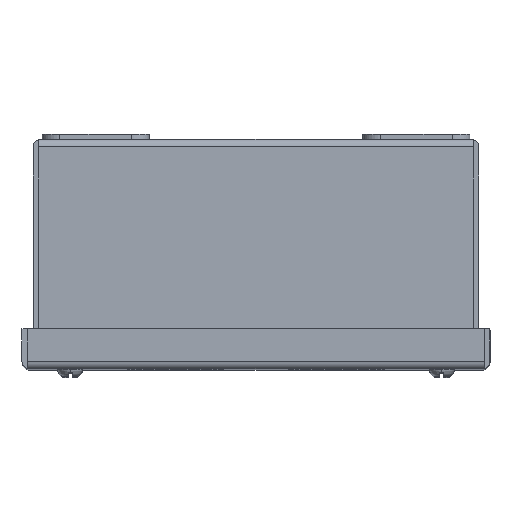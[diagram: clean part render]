
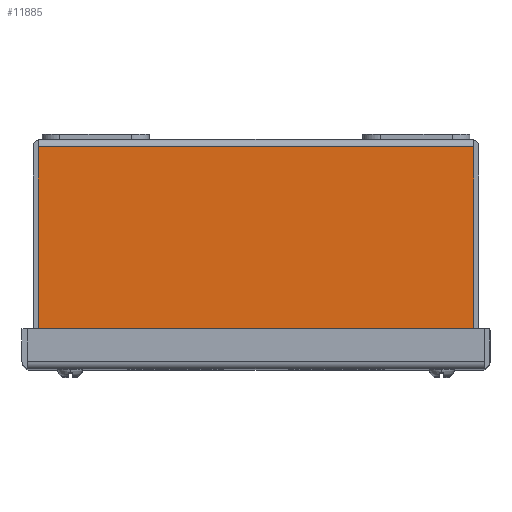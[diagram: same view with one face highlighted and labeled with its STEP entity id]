
A CAD part, top view. The second image highlights one B-rep face of the part: STEP entity #11885.
In plain terms, the highlighted planar face has unit normal (0, 0, 1).
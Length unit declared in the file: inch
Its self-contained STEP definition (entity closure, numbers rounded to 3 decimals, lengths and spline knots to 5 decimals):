
#176 = VERTEX_POINT ( 'NONE', #394 ) ;
#379 = ORIENTED_EDGE ( 'NONE', *, *, #2984, .F. ) ;
#394 = CARTESIAN_POINT ( 'NONE',  ( 3.05221, -0.108, 4.75 ) ) ;
#875 = DIRECTION ( 'NONE',  ( -1., 0., 0. ) ) ;
#895 = CARTESIAN_POINT ( 'NONE',  ( -3.05221, 39.37008, 4.75 ) ) ;
#1104 = PLANE ( 'NONE',  #11184 ) ;
#2984 = EDGE_CURVE ( 'NONE', #18560, #15519, #5838, .T. ) ;
#3323 = DIRECTION ( 'NONE',  ( 1., 0., 0. ) ) ;
#4213 = EDGE_CURVE ( 'NONE', #8155, #176, #11222, .T. ) ;
#5838 = LINE ( 'NONE', #10670, #16696 ) ;
#5954 = DIRECTION ( 'NONE',  ( 0., -1., 0. ) ) ;
#6751 = VECTOR ( 'NONE', #3323, 39.37008 ) ;
#7503 = DIRECTION ( 'NONE',  ( 0., -1., 0. ) ) ;
#7844 = CARTESIAN_POINT ( 'NONE',  ( 3.05221, -2.892, 4.75 ) ) ;
#8155 = VERTEX_POINT ( 'NONE', #13574 ) ;
#9057 = VECTOR ( 'NONE', #5954, 39.37008 ) ;
#10670 = CARTESIAN_POINT ( 'NONE',  ( -3.05221, -2.892, 4.75 ) ) ;
#11184 = AXIS2_PLACEMENT_3D ( 'NONE', #17778, #11401, #875 ) ;
#11222 = LINE ( 'NONE', #13171, #6751 ) ;
#11315 = ORIENTED_EDGE ( 'NONE', *, *, #4213, .F. ) ;
#11359 = EDGE_CURVE ( 'NONE', #8155, #15519, #15930, .T. ) ;
#11401 = DIRECTION ( 'NONE',  ( 0., 0., -1. ) ) ;
#11885 = ADVANCED_FACE ( 'NONE', ( #21392 ), #1104, .F. ) ;
#12530 = DIRECTION ( 'NONE',  ( -1., 0., 0. ) ) ;
#13059 = CARTESIAN_POINT ( 'NONE',  ( -3.05221, -2.892, 4.75 ) ) ;
#13171 = CARTESIAN_POINT ( 'NONE',  ( -3.017, -0.108, 4.75 ) ) ;
#13574 = CARTESIAN_POINT ( 'NONE',  ( -3.05221, -0.108, 4.75 ) ) ;
#15519 = VERTEX_POINT ( 'NONE', #13059 ) ;
#15729 = LINE ( 'NONE', #19129, #19932 ) ;
#15930 = LINE ( 'NONE', #895, #9057 ) ;
#16696 = VECTOR ( 'NONE', #12530, 39.37008 ) ;
#17525 = EDGE_LOOP ( 'NONE', ( #379, #19563, #11315, #21496 ) ) ;
#17778 = CARTESIAN_POINT ( 'NONE',  ( 21.281, 0., 4.75 ) ) ;
#18560 = VERTEX_POINT ( 'NONE', #7844 ) ;
#19129 = CARTESIAN_POINT ( 'NONE',  ( 3.05221, 39.37008, 4.75 ) ) ;
#19563 = ORIENTED_EDGE ( 'NONE', *, *, #20215, .F. ) ;
#19932 = VECTOR ( 'NONE', #7503, 39.37008 ) ;
#20215 = EDGE_CURVE ( 'NONE', #176, #18560, #15729, .T. ) ;
#21392 = FACE_OUTER_BOUND ( 'NONE', #17525, .T. ) ;
#21496 = ORIENTED_EDGE ( 'NONE', *, *, #11359, .T. ) ;
